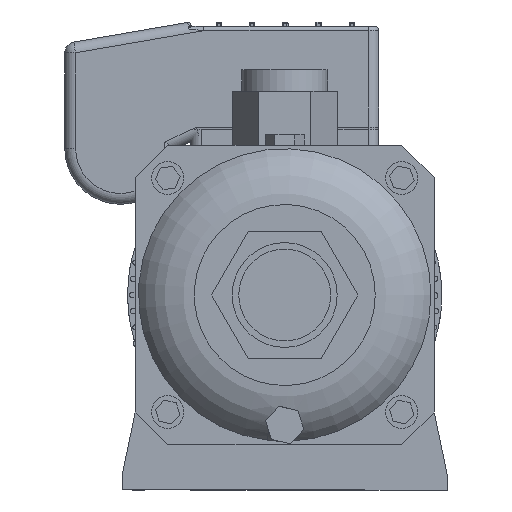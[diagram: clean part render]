
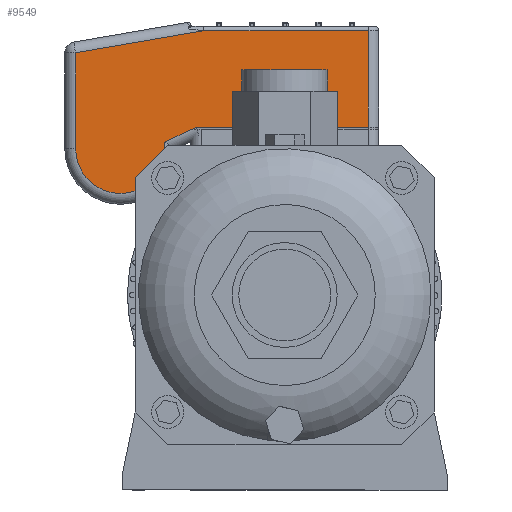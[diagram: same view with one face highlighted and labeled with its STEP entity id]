
A CAD part, left-side view. The second image highlights one B-rep face of the part: STEP entity #9549.
In plain terms, the highlighted planar face has unit normal (-1, 0, 0).
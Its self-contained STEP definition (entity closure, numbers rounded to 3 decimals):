
#497=PLANE($,#10381);
#959=FACE_OUTER_BOUND($,#1571,.T.);
#1571=EDGE_LOOP($,(#8362,#8363,#8364,#8365,#8366,#8367,#8368));
#1992=CIRCLE($,#10382,20.65);
#2857=LINE($,#16202,#3760);
#2859=LINE($,#16223,#3762);
#2860=LINE($,#16225,#3763);
#2861=LINE($,#16227,#3764);
#2862=LINE($,#16229,#3765);
#2863=LINE($,#16230,#3766);
#3760=VECTOR($,#12734,16.262);
#3762=VECTOR($,#12740,79.22);
#3763=VECTOR($,#12741,44.5);
#3764=VECTOR($,#12742,75.772);
#3765=VECTOR($,#12743,60.102);
#3766=VECTOR($,#12744,44.288);
#4647=VERTEX_POINT($,#16199);
#4648=VERTEX_POINT($,#16201);
#4650=VERTEX_POINT($,#16220);
#4651=VERTEX_POINT($,#16222);
#4652=VERTEX_POINT($,#16224);
#4653=VERTEX_POINT($,#16226);
#4654=VERTEX_POINT($,#16228);
#5897=EDGE_CURVE($,#4647,#4648,#2857,.T.);
#5900=EDGE_CURVE($,#4650,#4648,#1992,.T.);
#5901=EDGE_CURVE($,#4651,#4647,#2859,.T.);
#5902=EDGE_CURVE($,#4652,#4651,#2860,.T.);
#5903=EDGE_CURVE($,#4653,#4652,#2861,.T.);
#5904=EDGE_CURVE($,#4654,#4653,#2862,.T.);
#5905=EDGE_CURVE($,#4650,#4654,#2863,.T.);
#8362=ORIENTED_EDGE($,*,*,#5900,.T.);
#8363=ORIENTED_EDGE($,*,*,#5897,.F.);
#8364=ORIENTED_EDGE($,*,*,#5901,.F.);
#8365=ORIENTED_EDGE($,*,*,#5902,.F.);
#8366=ORIENTED_EDGE($,*,*,#5903,.F.);
#8367=ORIENTED_EDGE($,*,*,#5904,.F.);
#8368=ORIENTED_EDGE($,*,*,#5905,.F.);
#9549=ADVANCED_FACE($,(#959),#497,.T.);
#10381=AXIS2_PLACEMENT_3D($,#16219,#12736,#12737);
#10382=AXIS2_PLACEMENT_3D($,#16221,#12738,#12739);
#12734=DIRECTION($,(0.,0.904,-0.427));
#12736=DIRECTION('center_axis',(-1.,0.,0.));
#12737=DIRECTION('ref_axis',(0.,0.,1.));
#12738=DIRECTION('center_axis',(-1.,0.,0.));
#12739=DIRECTION('ref_axis',(0.,0.,-1.));
#12740=DIRECTION($,(0.,1.,0.));
#12741=DIRECTION($,(0.,0.,-1.));
#12742=DIRECTION($,(0.,-1.,0.));
#12743=DIRECTION($,(0.,-0.985,0.17));
#12744=DIRECTION($,(0.,0.,1.));
#16199=CARTESIAN_POINT('',(53.5,40.72,167.5));
#16201=CARTESIAN_POINT('',(53.5,55.428,160.562));
#16202=CARTESIAN_POINT($,(53.5,-2.715,187.988));
#16219=CARTESIAN_POINT('Origin',(53.5,-43.5,189.25));
#16220=CARTESIAN_POINT('',(53.5,96.5,157.5));
#16221=CARTESIAN_POINT('Origin',(53.5,75.85,157.5));
#16222=CARTESIAN_POINT('',(53.5,-38.5,167.5));
#16223=CARTESIAN_POINT($,(53.5,-7.25,167.5));
#16224=CARTESIAN_POINT('',(53.5,-38.5,212.));
#16225=CARTESIAN_POINT($,(53.5,-38.5,189.25));
#16226=CARTESIAN_POINT('',(53.5,37.272,212.));
#16227=CARTESIAN_POINT($,(53.5,-21.75,212.));
#16228=CARTESIAN_POINT('',(53.5,96.5,201.788));
#16229=CARTESIAN_POINT($,(53.5,17.146,215.47));
#16230=CARTESIAN_POINT($,(53.5,96.5,189.25));
